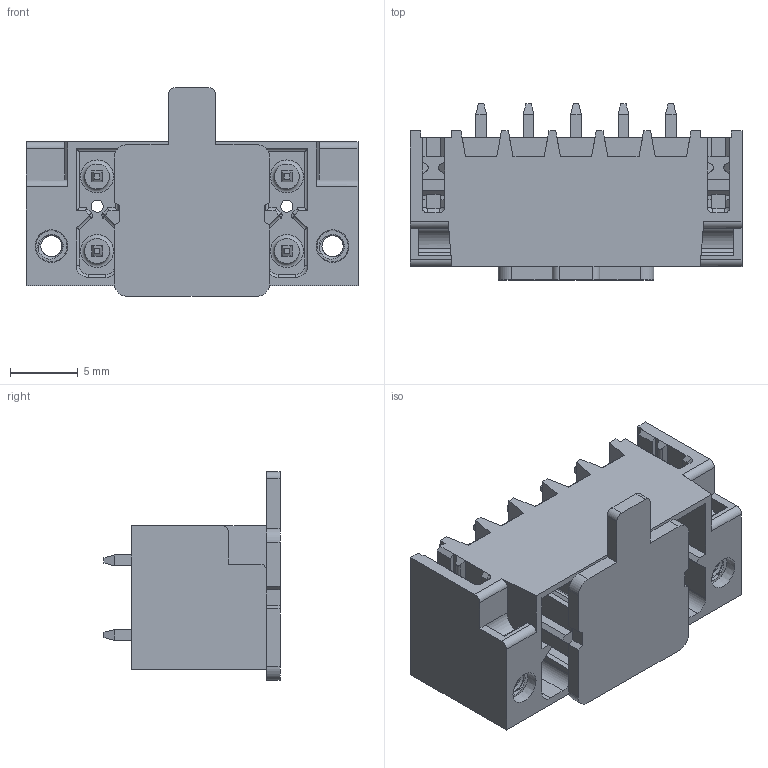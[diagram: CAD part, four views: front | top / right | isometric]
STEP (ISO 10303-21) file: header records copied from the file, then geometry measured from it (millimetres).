
FILE_DESCRIPTION(/* description */ ('Unknown'),/* implementation_level */ '2;1');
FILE_NAME(/* name */ '691778130010',/* time_stamp */ '2024-07-24T15:44:04+02:00',/* author */ ('Unknown'),/* organization */ ('Unknown'),/* preprocessor_version */ 'ST-DEVELOPER v19.4',/* originating_system */ 'Solid Edge',/* authorisation */ 'Unknown');
FILE_SCHEMA (('AUTOMOTIVE_DESIGN {1 0 10303 214 3 1 1}'));
Length unit declared in the file: millimetre
Products named in the file (5): 6917781300xx; 691778130010; 6917781300xx_Pin; 6913781300xx_Nut; 6917781000xx_Cap Odd
Assembly tree (14 placements, depth 2):
  6917781300xx
    691778130010
    6917781300xx_Pin  x10
    6913781300xx_Nut  x2
    6917781000xx_Cap Odd
Bounding box: 24.5 x 13 x 15.4 mm (x, y, z)
Volume: 1353.4 mm3; surface area: 3665.4 mm2
Topology: 14 solids, 14 shells, 738 faces, 1855 edges, 1162 vertices
Faces by surface type: plane 555, cylinder 141, torus 30, cone 8, bspline 4
Full cylindrical faces by diameter (mm): 0.9 x5, 1.83 x10, 2 x4
Entity records: 19172 total; most frequent: CARTESIAN_POINT 4270, ORIENTED_EDGE 3042, DIRECTION 2992, EDGE_CURVE 1521, LINE 1230, VECTOR 1230, VERTEX_POINT 980, AXIS2_PLACEMENT_3D 881
